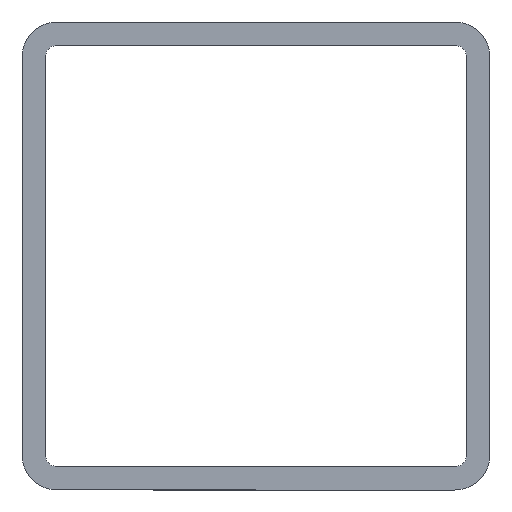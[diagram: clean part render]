
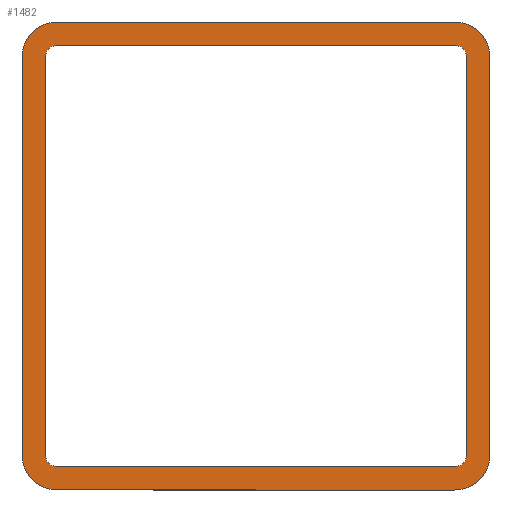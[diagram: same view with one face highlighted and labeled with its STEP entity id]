
A CAD part, front view. The second image highlights one B-rep face of the part: STEP entity #1482.
In plain terms, the highlighted planar face has unit normal (0, -1, 0).
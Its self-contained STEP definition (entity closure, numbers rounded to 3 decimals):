
#4 = DIRECTION ( 'NONE',  ( 0., 0., 1. ) ) ;
#7 = CARTESIAN_POINT ( 'NONE',  ( 18., 0., -17. ) ) ;
#8 = VERTEX_POINT ( 'NONE', #47 ) ;
#14 = ORIENTED_EDGE ( 'NONE', *, *, #27, .F. ) ;
#27 = EDGE_CURVE ( 'NONE', #1042, #1370, #1436, .T. ) ;
#47 = CARTESIAN_POINT ( 'NONE',  ( 17., 0., -18. ) ) ;
#50 = ORIENTED_EDGE ( 'NONE', *, *, #128, .F. ) ;
#67 = DIRECTION ( 'NONE',  ( 0., 1., 0. ) ) ;
#69 = CIRCLE ( 'NONE', #202, 1. ) ;
#76 = ORIENTED_EDGE ( 'NONE', *, *, #1441, .T. ) ;
#90 = DIRECTION ( 'NONE',  ( 0., 0., 1. ) ) ;
#107 = CARTESIAN_POINT ( 'NONE',  ( 17., 0., -18. ) ) ;
#124 = DIRECTION ( 'NONE',  ( 1., 0., 0. ) ) ;
#128 = EDGE_CURVE ( 'NONE', #1370, #353, #1297, .T. ) ;
#136 = DIRECTION ( 'NONE',  ( 0., 0., -1. ) ) ;
#151 = DIRECTION ( 'NONE',  ( 0., 1., 0. ) ) ;
#162 = ORIENTED_EDGE ( 'NONE', *, *, #1046, .T. ) ;
#171 = AXIS2_PLACEMENT_3D ( 'NONE', #574, #67, #1488 ) ;
#177 = DIRECTION ( 'NONE',  ( 0., 0., 1. ) ) ;
#202 = AXIS2_PLACEMENT_3D ( 'NONE', #355, #494, #1156 ) ;
#215 = CARTESIAN_POINT ( 'NONE',  ( -17., 0., -17. ) ) ;
#218 = CARTESIAN_POINT ( 'NONE',  ( 17., 0., -20. ) ) ;
#233 = VERTEX_POINT ( 'NONE', #1261 ) ;
#234 = EDGE_CURVE ( 'NONE', #924, #233, #1392, .T. ) ;
#242 = CIRCLE ( 'NONE', #644, 1. ) ;
#249 = EDGE_CURVE ( 'NONE', #1213, #407, #487, .T. ) ;
#265 = CIRCLE ( 'NONE', #518, 3. ) ;
#269 = CARTESIAN_POINT ( 'NONE',  ( 20., 0., -17. ) ) ;
#277 = CARTESIAN_POINT ( 'NONE',  ( -18., 0., 17. ) ) ;
#280 = DIRECTION ( 'NONE',  ( 0., 1., 0. ) ) ;
#288 = EDGE_CURVE ( 'NONE', #353, #924, #470, .T. ) ;
#306 = CARTESIAN_POINT ( 'NONE',  ( -20., 0., 17. ) ) ;
#326 = VERTEX_POINT ( 'NONE', #1032 ) ;
#342 = CARTESIAN_POINT ( 'NONE',  ( -17., 0., 18. ) ) ;
#346 = CARTESIAN_POINT ( 'NONE',  ( -20., 0., 17. ) ) ;
#353 = VERTEX_POINT ( 'NONE', #1494 ) ;
#355 = CARTESIAN_POINT ( 'NONE',  ( -17., 0., 17. ) ) ;
#368 = DIRECTION ( 'NONE',  ( 1., 0., 0. ) ) ;
#372 = EDGE_CURVE ( 'NONE', #407, #326, #923, .T. ) ;
#374 = EDGE_CURVE ( 'NONE', #678, #1213, #484, .T. ) ;
#385 = VERTEX_POINT ( 'NONE', #696 ) ;
#407 = VERTEX_POINT ( 'NONE', #1180 ) ;
#408 = LINE ( 'NONE', #877, #1019 ) ;
#458 = DIRECTION ( 'NONE',  ( 0., 0., 1. ) ) ;
#470 = LINE ( 'NONE', #1267, #920 ) ;
#484 = LINE ( 'NONE', #342, #687 ) ;
#485 = ORIENTED_EDGE ( 'NONE', *, *, #816, .F. ) ;
#487 = CIRCLE ( 'NONE', #171, 1. ) ;
#489 = AXIS2_PLACEMENT_3D ( 'NONE', #1337, #1112, #1138 ) ;
#490 = LINE ( 'NONE', #107, #903 ) ;
#494 = DIRECTION ( 'NONE',  ( 0., 1., 0. ) ) ;
#497 = CARTESIAN_POINT ( 'NONE',  ( -20., 0., -17. ) ) ;
#498 = ORIENTED_EDGE ( 'NONE', *, *, #288, .F. ) ;
#511 = DIRECTION ( 'NONE',  ( 0., 0., -1. ) ) ;
#518 = AXIS2_PLACEMENT_3D ( 'NONE', #1034, #1250, #458 ) ;
#523 = CIRCLE ( 'NONE', #1354, 1. ) ;
#530 = VERTEX_POINT ( 'NONE', #978 ) ;
#546 = CIRCLE ( 'NONE', #489, 3. ) ;
#574 = CARTESIAN_POINT ( 'NONE',  ( 17., 0., 17. ) ) ;
#601 = DIRECTION ( 'NONE',  ( 0., 1., 0. ) ) ;
#612 = VECTOR ( 'NONE', #177, 1000. ) ;
#626 = DIRECTION ( 'NONE',  ( 0., 0., 1. ) ) ;
#639 = CARTESIAN_POINT ( 'NONE',  ( -18., 0., -17. ) ) ;
#642 = AXIS2_PLACEMENT_3D ( 'NONE', #904, #798, #90 ) ;
#644 = AXIS2_PLACEMENT_3D ( 'NONE', #215, #601, #807 ) ;
#653 = FACE_BOUND ( 'NONE', #1089, .T. ) ;
#678 = VERTEX_POINT ( 'NONE', #891 ) ;
#687 = VECTOR ( 'NONE', #124, 1000. ) ;
#695 = EDGE_CURVE ( 'NONE', #530, #385, #1252, .T. ) ;
#696 = CARTESIAN_POINT ( 'NONE',  ( -17., 0., -20. ) ) ;
#704 = VECTOR ( 'NONE', #1010, 1000. ) ;
#707 = CARTESIAN_POINT ( 'NONE',  ( -17., 0., -18. ) ) ;
#769 = ORIENTED_EDGE ( 'NONE', *, *, #1421, .T. ) ;
#781 = VECTOR ( 'NONE', #4, 1000. ) ;
#798 = DIRECTION ( 'NONE',  ( 0., 1., 0. ) ) ;
#807 = DIRECTION ( 'NONE',  ( 0., 0., 1. ) ) ;
#816 = EDGE_CURVE ( 'NONE', #385, #1042, #546, .T. ) ;
#817 = CARTESIAN_POINT ( 'NONE',  ( 17., 0., 20. ) ) ;
#852 = CARTESIAN_POINT ( 'NONE',  ( 17., 0., -17. ) ) ;
#860 = FACE_OUTER_BOUND ( 'NONE', #1095, .T. ) ;
#861 = EDGE_CURVE ( 'NONE', #1104, #530, #265, .T. ) ;
#867 = VERTEX_POINT ( 'NONE', #707 ) ;
#877 = CARTESIAN_POINT ( 'NONE',  ( 20., 0., -17. ) ) ;
#881 = DIRECTION ( 'NONE',  ( 0., 1., 0. ) ) ;
#884 = CARTESIAN_POINT ( 'NONE',  ( 17., 0., 18. ) ) ;
#891 = CARTESIAN_POINT ( 'NONE',  ( -17., 0., 18. ) ) ;
#899 = AXIS2_PLACEMENT_3D ( 'NONE', #973, #881, #626 ) ;
#903 = VECTOR ( 'NONE', #951, 1000. ) ;
#904 = CARTESIAN_POINT ( 'NONE',  ( 17., 0., 17. ) ) ;
#909 = EDGE_CURVE ( 'NONE', #867, #1072, #242, .T. ) ;
#920 = VECTOR ( 'NONE', #368, 1000. ) ;
#923 = LINE ( 'NONE', #7, #997 ) ;
#924 = VERTEX_POINT ( 'NONE', #817 ) ;
#951 = DIRECTION ( 'NONE',  ( -1., 0., 0. ) ) ;
#962 = ORIENTED_EDGE ( 'NONE', *, *, #372, .T. ) ;
#973 = CARTESIAN_POINT ( 'NONE',  ( -17., 0., 17. ) ) ;
#978 = CARTESIAN_POINT ( 'NONE',  ( 17., 0., -20. ) ) ;
#982 = DIRECTION ( 'NONE',  ( 0., 0., 1. ) ) ;
#997 = VECTOR ( 'NONE', #136, 1000. ) ;
#1010 = DIRECTION ( 'NONE',  ( -1., 0., 0. ) ) ;
#1019 = VECTOR ( 'NONE', #511, 1000. ) ;
#1032 = CARTESIAN_POINT ( 'NONE',  ( 18., 0., -17. ) ) ;
#1034 = CARTESIAN_POINT ( 'NONE',  ( 17., 0., -17. ) ) ;
#1042 = VERTEX_POINT ( 'NONE', #497 ) ;
#1046 = EDGE_CURVE ( 'NONE', #1072, #1174, #1051, .T. ) ;
#1048 = ORIENTED_EDGE ( 'NONE', *, *, #249, .T. ) ;
#1051 = LINE ( 'NONE', #1168, #781 ) ;
#1062 = ORIENTED_EDGE ( 'NONE', *, *, #234, .F. ) ;
#1072 = VERTEX_POINT ( 'NONE', #639 ) ;
#1083 = EDGE_CURVE ( 'NONE', #1174, #678, #69, .T. ) ;
#1089 = EDGE_LOOP ( 'NONE', ( #1048, #962, #76, #769, #1158, #162, #1286, #1218 ) ) ;
#1095 = EDGE_LOOP ( 'NONE', ( #50, #14, #485, #1268, #1411, #1428, #1062, #498 ) ) ;
#1104 = VERTEX_POINT ( 'NONE', #269 ) ;
#1112 = DIRECTION ( 'NONE',  ( 0., 1., 0. ) ) ;
#1138 = DIRECTION ( 'NONE',  ( 0., 0., 1. ) ) ;
#1156 = DIRECTION ( 'NONE',  ( 0., 0., 1. ) ) ;
#1158 = ORIENTED_EDGE ( 'NONE', *, *, #909, .T. ) ;
#1164 = EDGE_CURVE ( 'NONE', #233, #1104, #408, .T. ) ;
#1168 = CARTESIAN_POINT ( 'NONE',  ( -18., 0., 17. ) ) ;
#1174 = VERTEX_POINT ( 'NONE', #277 ) ;
#1180 = CARTESIAN_POINT ( 'NONE',  ( 18., 0., 17. ) ) ;
#1207 = AXIS2_PLACEMENT_3D ( 'NONE', #1442, #280, #1212 ) ;
#1212 = DIRECTION ( 'NONE',  ( 0., 0., 1. ) ) ;
#1213 = VERTEX_POINT ( 'NONE', #884 ) ;
#1218 = ORIENTED_EDGE ( 'NONE', *, *, #374, .T. ) ;
#1250 = DIRECTION ( 'NONE',  ( 0., 1., 0. ) ) ;
#1252 = LINE ( 'NONE', #218, #704 ) ;
#1261 = CARTESIAN_POINT ( 'NONE',  ( 20., 0., 17. ) ) ;
#1267 = CARTESIAN_POINT ( 'NONE',  ( -17., 0., 20. ) ) ;
#1268 = ORIENTED_EDGE ( 'NONE', *, *, #695, .F. ) ;
#1286 = ORIENTED_EDGE ( 'NONE', *, *, #1083, .T. ) ;
#1297 = CIRCLE ( 'NONE', #1207, 3. ) ;
#1337 = CARTESIAN_POINT ( 'NONE',  ( -17., 0., -17. ) ) ;
#1354 = AXIS2_PLACEMENT_3D ( 'NONE', #852, #151, #982 ) ;
#1370 = VERTEX_POINT ( 'NONE', #346 ) ;
#1392 = CIRCLE ( 'NONE', #642, 3. ) ;
#1411 = ORIENTED_EDGE ( 'NONE', *, *, #861, .F. ) ;
#1417 = PLANE ( 'NONE',  #899 ) ;
#1421 = EDGE_CURVE ( 'NONE', #8, #867, #490, .T. ) ;
#1428 = ORIENTED_EDGE ( 'NONE', *, *, #1164, .F. ) ;
#1436 = LINE ( 'NONE', #306, #612 ) ;
#1441 = EDGE_CURVE ( 'NONE', #326, #8, #523, .T. ) ;
#1442 = CARTESIAN_POINT ( 'NONE',  ( -17., 0., 17. ) ) ;
#1482 = ADVANCED_FACE ( 'NONE', ( #653, #860 ), #1417, .F. ) ;
#1488 = DIRECTION ( 'NONE',  ( 0., 0., 1. ) ) ;
#1494 = CARTESIAN_POINT ( 'NONE',  ( -17., 0., 20. ) ) ;
